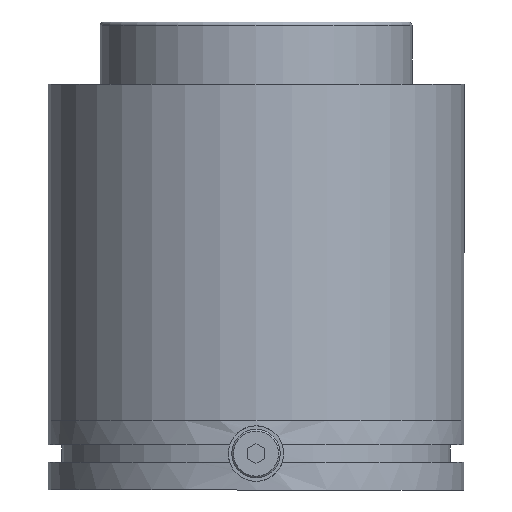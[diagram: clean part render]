
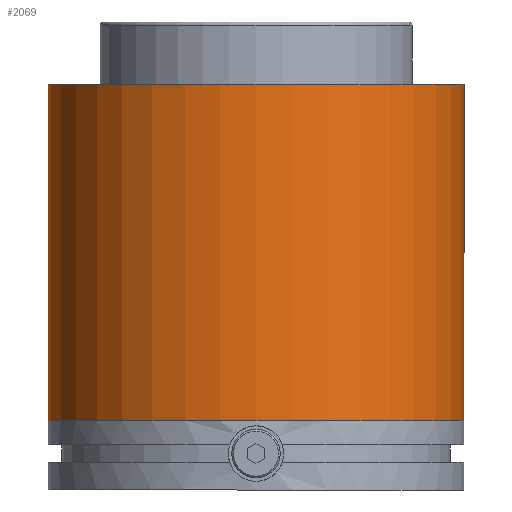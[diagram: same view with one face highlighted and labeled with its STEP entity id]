
A CAD part, front view. The second image highlights one B-rep face of the part: STEP entity #2069.
In plain terms, the highlighted cylindrical face has radius 60 mm (diameter 120 mm), a partial arc.
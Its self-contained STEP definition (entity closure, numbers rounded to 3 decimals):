
#31 = FACE_OUTER_BOUND ( 'NONE', #2300, .T. ) ;
#34 = EDGE_CURVE ( 'NONE', #2835, #2749, #2238, .T. ) ;
#142 = VERTEX_POINT ( 'NONE', #319 ) ;
#220 = CIRCLE ( 'NONE', #1594, 60. ) ;
#290 = CARTESIAN_POINT ( 'NONE',  ( 60., 0., 117. ) ) ;
#319 = CARTESIAN_POINT ( 'NONE',  ( -60., 0., 117. ) ) ;
#379 = DIRECTION ( 'NONE',  ( -1., 0., 0. ) ) ;
#433 = CYLINDRICAL_SURFACE ( 'NONE', #953, 60. ) ;
#558 = EDGE_CURVE ( 'NONE', #990, #2749, #1365, .T. ) ;
#809 = VECTOR ( 'NONE', #2573, 1000. ) ;
#818 = DIRECTION ( 'NONE',  ( -1., 0., 0. ) ) ;
#858 = DIRECTION ( 'NONE',  ( 0., 0., -1. ) ) ;
#953 = AXIS2_PLACEMENT_3D ( 'NONE', #1801, #2040, #379 ) ;
#990 = VERTEX_POINT ( 'NONE', #1939 ) ;
#1014 = ORIENTED_EDGE ( 'NONE', *, *, #1560, .T. ) ;
#1110 = DIRECTION ( 'NONE',  ( 0., 0., -1. ) ) ;
#1265 = ORIENTED_EDGE ( 'NONE', *, *, #2720, .T. ) ;
#1365 = CIRCLE ( 'NONE', #2690, 60. ) ;
#1443 = ORIENTED_EDGE ( 'NONE', *, *, #558, .T. ) ;
#1560 = EDGE_CURVE ( 'NONE', #142, #990, #1671, .T. ) ;
#1594 = AXIS2_PLACEMENT_3D ( 'NONE', #1923, #1110, #818 ) ;
#1671 = LINE ( 'NONE', #2701, #809 ) ;
#1801 = CARTESIAN_POINT ( 'NONE',  ( 0., 0., 0. ) ) ;
#1891 = CARTESIAN_POINT ( 'NONE',  ( 60., 0., 0. ) ) ;
#1923 = CARTESIAN_POINT ( 'NONE',  ( 0., 0., 117. ) ) ;
#1939 = CARTESIAN_POINT ( 'NONE',  ( -60., 0., 20. ) ) ;
#1942 = CARTESIAN_POINT ( 'NONE',  ( 0., 0., 20. ) ) ;
#2040 = DIRECTION ( 'NONE',  ( 0., 0., -1. ) ) ;
#2069 = ADVANCED_FACE ( 'NONE', ( #31 ), #433, .T. ) ;
#2134 = DIRECTION ( 'NONE',  ( 0., 0., 1. ) ) ;
#2157 = ORIENTED_EDGE ( 'NONE', *, *, #34, .F. ) ;
#2167 = VECTOR ( 'NONE', #858, 1000. ) ;
#2238 = LINE ( 'NONE', #1891, #2167 ) ;
#2300 = EDGE_LOOP ( 'NONE', ( #2157, #1265, #1014, #1443 ) ) ;
#2373 = CARTESIAN_POINT ( 'NONE',  ( 60., 0., 20. ) ) ;
#2573 = DIRECTION ( 'NONE',  ( 0., 0., -1. ) ) ;
#2667 = DIRECTION ( 'NONE',  ( -1., 0., 0. ) ) ;
#2690 = AXIS2_PLACEMENT_3D ( 'NONE', #1942, #2134, #2667 ) ;
#2701 = CARTESIAN_POINT ( 'NONE',  ( -60., 0., 0. ) ) ;
#2720 = EDGE_CURVE ( 'NONE', #2835, #142, #220, .T. ) ;
#2749 = VERTEX_POINT ( 'NONE', #2373 ) ;
#2835 = VERTEX_POINT ( 'NONE', #290 ) ;
